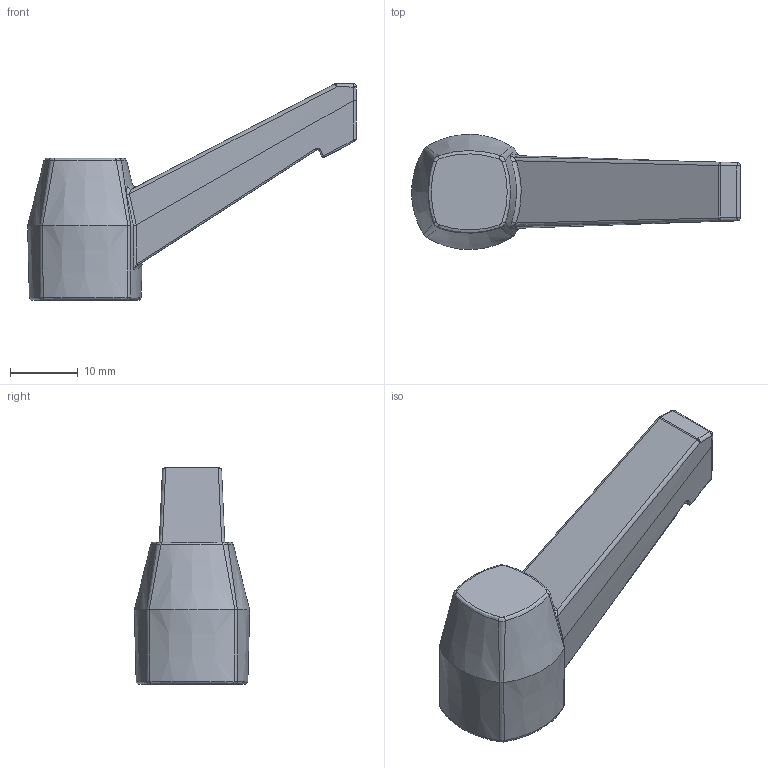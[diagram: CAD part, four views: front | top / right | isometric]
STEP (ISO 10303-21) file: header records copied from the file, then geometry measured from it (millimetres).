
FILE_DESCRIPTION( ( 'Unknown' ), '1' );
FILE_NAME( '7346015_MAB40_C_M06.stp', 'Unknown', ( 'Unknown' ), ( 'Unknown' ), 'PSStep 14.0', 'Unknown', ' ' );
FILE_SCHEMA( ( 'AUTOMOTIVE_DESIGN { 1 0 10303 214 1 1 1 1 }' ) );
Length unit declared in the file: millimetre
Products named in the file (1): 1
Bounding box: 48.5 x 16.99 x 32 mm (x, y, z)
Volume: 6464 mm3; surface area: 3284.3 mm2
Topology: 1 solids, 1 shells, 127 faces, 310 edges, 171 vertices
Faces by surface type: bspline 74, cylinder 25, plane 14, sphere 12, cone 2
Full cylindrical faces by diameter (mm): 4.917 x2
Entity records: 9789 total; most frequent: CARTESIAN_POINT 6458, ORIENTED_EDGE 566, DIRECTION 346, EDGE_CURVE 283, VERTEX_POINT 163, AXIS2_PLACEMENT_3D 150, B_SPLINE_CURVE_WITH_KNOTS 141, EDGE_LOOP 131
